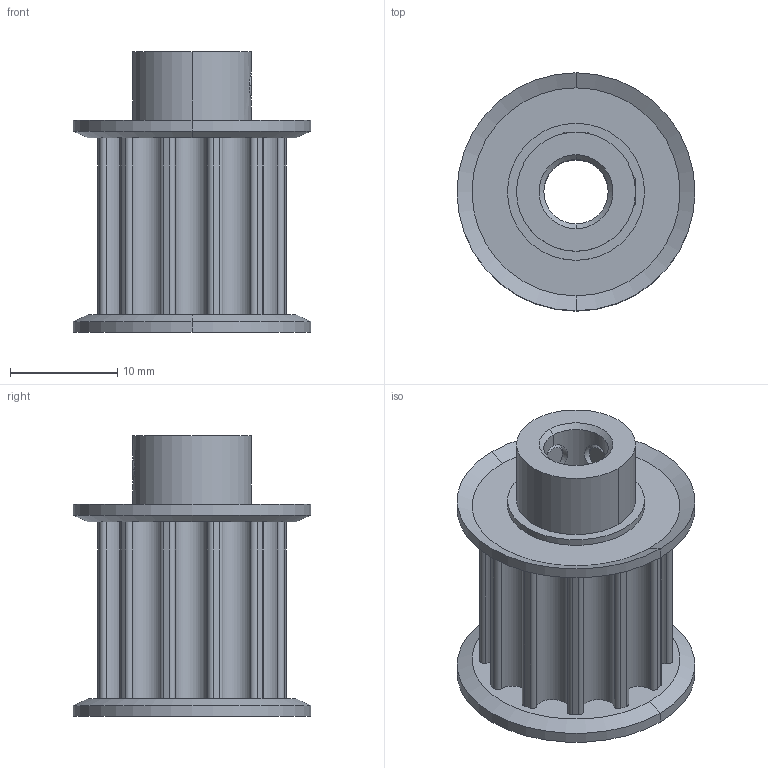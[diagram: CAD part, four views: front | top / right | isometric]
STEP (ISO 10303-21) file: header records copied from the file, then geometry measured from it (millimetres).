
FILE_DESCRIPTION((''),'2;1');
FILE_NAME('57664','2014-05-16T',('carefree'),(''),'PRO/ENGINEER BY PARAMETRIC TECHNOLOGY CORPORATION, 2005030','PRO/ENGINEER BY PARAMETRIC TECHNOLOGY CORPORATION, 2005030','');
FILE_SCHEMA(('CONFIG_CONTROL_DESIGN'));
Length unit declared in the file: millimetre
Products named in the file (1): 57664
Bounding box: 22.2 x 22.2 x 26.2 mm (x, y, z)
Volume: 3910.6 mm3; surface area: 3461.2 mm2
Topology: 1 solids, 1 shells, 113 faces, 294 edges, 192 vertices
Faces by surface type: cylinder 68, plane 25, cone 20
Entity records: 3941 total; most frequent: CARTESIAN_POINT 984, DIRECTION 670, ORIENTED_EDGE 588, EDGE_CURVE 294, AXIS2_PLACEMENT_3D 271, VERTEX_POINT 192, CIRCLE 158, VECTOR 128
